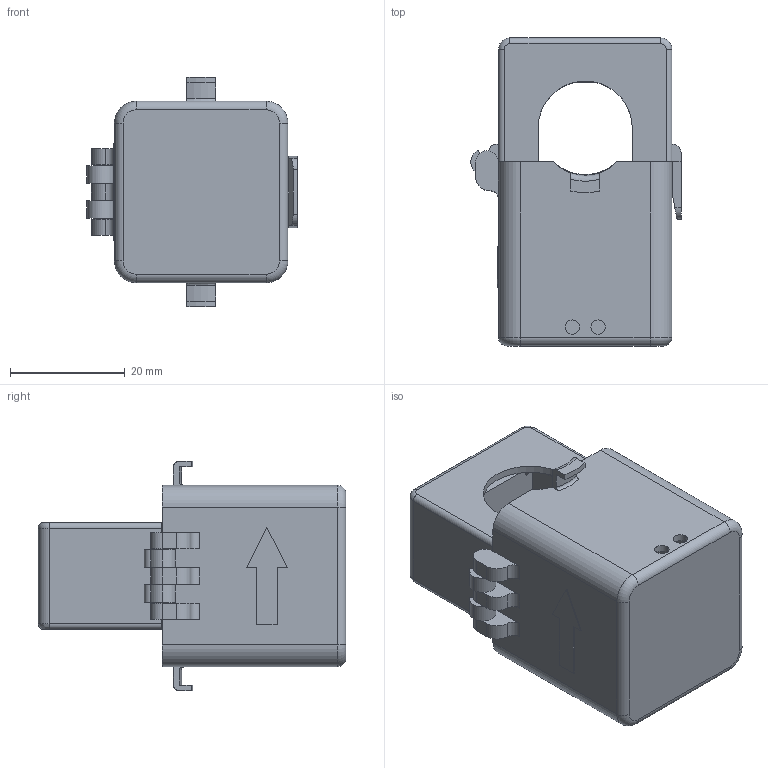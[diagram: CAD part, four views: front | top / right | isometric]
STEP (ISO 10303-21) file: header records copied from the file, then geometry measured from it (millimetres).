
FILE_DESCRIPTION (( 'STEP AP214' ), '1' );
FILE_NAME ('AcuCT-H063.STEP', '2025-12-02T17:47:41', ( '' ), ( '' ), 'SwSTEP 2.0', 'SolidWorks 2022', '' );
FILE_SCHEMA (( 'AUTOMOTIVE_DESIGN' ));
Length unit declared in the file: millimetre
Products named in the file (5): 681B-016-_________-3^AcuCT-H063.STEP; 681B-016-_________-2^AcuCT-H063.STEP; AcuCT-H063; 681B-016-_________-1^AcuCT-H063.STEP; 681B-016-_________^AcuCT-H063.STEP
Assembly tree (4 placements, depth 2):
  AcuCT-H063
    681B-016-_________^AcuCT-H063.STEP
    681B-016-_________-1^AcuCT-H063.STEP
    681B-016-_________-2^AcuCT-H063.STEP
    681B-016-_________-3^AcuCT-H063.STEP
Bounding box: 36.6 x 53.6 x 40 mm (x, y, z)
Volume: 14984.1 mm3; surface area: 18590.9 mm2
Topology: 4 solids, 4 shells, 325 faces, 911 edges, 593 vertices
Faces by surface type: plane 207, cylinder 106, torus 10, bspline 2
Entity records: 10741 total; most frequent: CARTESIAN_POINT 1985, ORIENTED_EDGE 1822, DIRECTION 1777, EDGE_CURVE 911, VECTOR 675, LINE 675, VERTEX_POINT 593, AXIS2_PLACEMENT_3D 551
